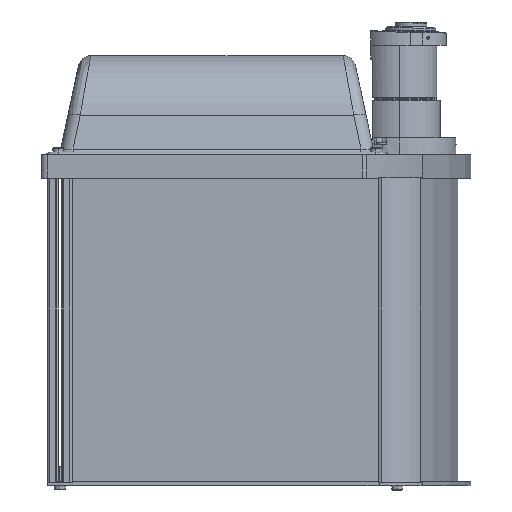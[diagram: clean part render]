
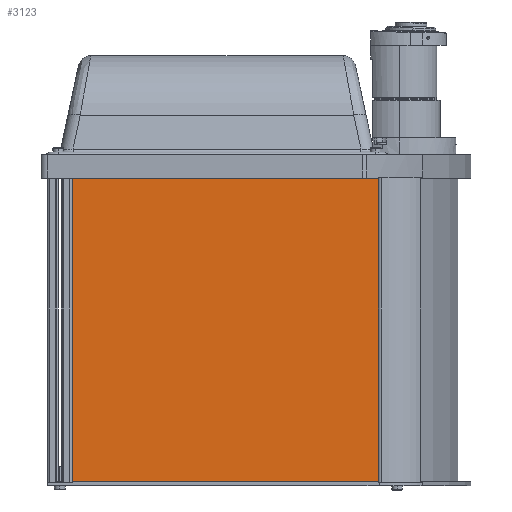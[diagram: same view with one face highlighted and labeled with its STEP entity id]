
A CAD part, left-side view. The second image highlights one B-rep face of the part: STEP entity #3123.
In plain terms, the highlighted planar face has unit normal (-1, 0, 0).
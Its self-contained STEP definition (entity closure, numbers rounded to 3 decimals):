
#559 = DIRECTION ( 'NONE',  ( 0., 0., 1. ) ) ;
#1636 = VECTOR ( 'NONE', #559, 1000. ) ;
#2675 = ORIENTED_EDGE ( 'NONE', *, *, #7482, .F. ) ;
#3123 = ADVANCED_FACE ( 'NONE', ( #6062 ), #8693, .F. ) ;
#3196 = ORIENTED_EDGE ( 'NONE', *, *, #17190, .T. ) ;
#3438 = VERTEX_POINT ( 'NONE', #14079 ) ;
#3756 = VECTOR ( 'NONE', #4885, 1000. ) ;
#3889 = EDGE_CURVE ( 'NONE', #18512, #18757, #7940, .T. ) ;
#4885 = DIRECTION ( 'NONE',  ( 0., 0., 1. ) ) ;
#6062 = FACE_OUTER_BOUND ( 'NONE', #9757, .T. ) ;
#7482 = EDGE_CURVE ( 'NONE', #16638, #3438, #16880, .T. ) ;
#7508 = VECTOR ( 'NONE', #13801, 1000. ) ;
#7940 = LINE ( 'NONE', #12976, #1636 ) ;
#8181 = VECTOR ( 'NONE', #13930, 1000. ) ;
#8693 = PLANE ( 'NONE',  #10005 ) ;
#8727 = CARTESIAN_POINT ( 'NONE',  ( -156.672, 267.075, 221.449 ) ) ;
#8733 = LINE ( 'NONE', #8727, #8181 ) ;
#9757 = EDGE_LOOP ( 'NONE', ( #15001, #20132, #2675, #3196 ) ) ;
#10005 = AXIS2_PLACEMENT_3D ( 'NONE', #17695, #20892, #17614 ) ;
#10148 = CARTESIAN_POINT ( 'NONE',  ( -156.672, 267.075, -22.551 ) ) ;
#10210 = CARTESIAN_POINT ( 'NONE',  ( -156.672, 267.075, -22.551 ) ) ;
#12518 = EDGE_CURVE ( 'NONE', #3438, #18757, #8733, .T. ) ;
#12976 = CARTESIAN_POINT ( 'NONE',  ( -156.672, 11.575, -22.551 ) ) ;
#13801 = DIRECTION ( 'NONE',  ( 0., -1., 0. ) ) ;
#13930 = DIRECTION ( 'NONE',  ( 0., -1., 0. ) ) ;
#14079 = CARTESIAN_POINT ( 'NONE',  ( -156.672, 267.075, 221.449 ) ) ;
#15001 = ORIENTED_EDGE ( 'NONE', *, *, #3889, .T. ) ;
#15173 = LINE ( 'NONE', #10210, #7508 ) ;
#16141 = CARTESIAN_POINT ( 'NONE',  ( -156.672, 11.575, -22.551 ) ) ;
#16638 = VERTEX_POINT ( 'NONE', #16997 ) ;
#16880 = LINE ( 'NONE', #10148, #3756 ) ;
#16997 = CARTESIAN_POINT ( 'NONE',  ( -156.672, 267.075, -22.551 ) ) ;
#17190 = EDGE_CURVE ( 'NONE', #16638, #18512, #15173, .T. ) ;
#17614 = DIRECTION ( 'NONE',  ( 0., 0., -1. ) ) ;
#17695 = CARTESIAN_POINT ( 'NONE',  ( -156.672, 267.075, -22.551 ) ) ;
#18512 = VERTEX_POINT ( 'NONE', #16141 ) ;
#18568 = CARTESIAN_POINT ( 'NONE',  ( -156.672, 11.575, 221.449 ) ) ;
#18757 = VERTEX_POINT ( 'NONE', #18568 ) ;
#20132 = ORIENTED_EDGE ( 'NONE', *, *, #12518, .F. ) ;
#20892 = DIRECTION ( 'NONE',  ( 1., 0., 0. ) ) ;
